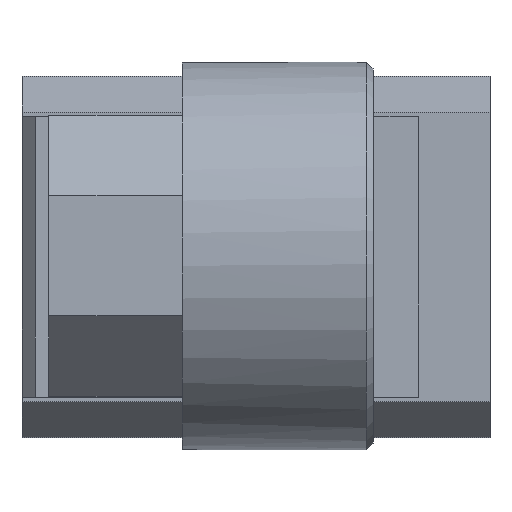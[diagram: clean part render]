
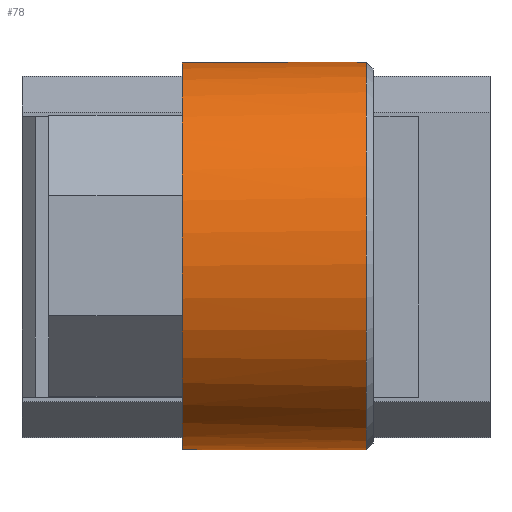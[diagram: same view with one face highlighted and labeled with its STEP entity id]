
A CAD part, top view. The second image highlights one B-rep face of the part: STEP entity #78.
In plain terms, the highlighted cylindrical face has radius 29 mm (diameter 58 mm), a full revolution.
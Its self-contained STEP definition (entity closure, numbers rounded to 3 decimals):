
#37=CYLINDRICAL_SURFACE('',#662,29.);
#41=FACE_BOUND('',#168,.T.);
#42=FACE_BOUND('',#169,.T.);
#78=ADVANCED_FACE('',(#41,#42),#37,.T.);
#168=EDGE_LOOP('',(#473));
#169=EDGE_LOOP('',(#474,#475));
#473=ORIENTED_EDGE('',*,*,#616,.T.);
#474=ORIENTED_EDGE('',*,*,#538,.T.);
#475=ORIENTED_EDGE('',*,*,#614,.T.);
#483=VERTEX_POINT('',#827);
#484=VERTEX_POINT('',#828);
#535=VERTEX_POINT('',#1051);
#538=EDGE_CURVE('',#483,#484,#619,.T.);
#614=EDGE_CURVE('',#484,#483,#622,.T.);
#616=EDGE_CURVE('',#535,#535,#624,.T.);
#619=CIRCLE('',#628,29.);
#622=CIRCLE('',#657,29.);
#624=CIRCLE('',#661,29.);
#628=AXIS2_PLACEMENT_3D('',#826,#671,#672);
#657=AXIS2_PLACEMENT_3D('',#1045,#801,#802);
#661=AXIS2_PLACEMENT_3D('',#1050,#809,#810);
#662=AXIS2_PLACEMENT_3D('',#1052,#811,#812);
#671=DIRECTION('',(1.,0.,0.));
#672=DIRECTION('',(0.,-0.383,0.924));
#801=DIRECTION('',(1.,0.,0.));
#802=DIRECTION('',(0.,-0.383,0.924));
#809=DIRECTION('',(-1.,0.,0.));
#810=DIRECTION('',(0.,-0.383,0.924));
#811=DIRECTION('',(1.,0.,0.));
#812=DIRECTION('',(0.,-0.383,0.924));
#826=CARTESIAN_POINT('',(-24.,0.,85.));
#827=CARTESIAN_POINT('',(-24.,-21.,65.));
#828=CARTESIAN_POINT('',(-24.,21.,65.));
#1045=CARTESIAN_POINT('',(-24.,0.,85.));
#1050=CARTESIAN_POINT('',(3.5,0.,85.));
#1051=CARTESIAN_POINT('',(3.5,-11.108,111.788));
#1052=CARTESIAN_POINT('',(-24.,0.,85.));
